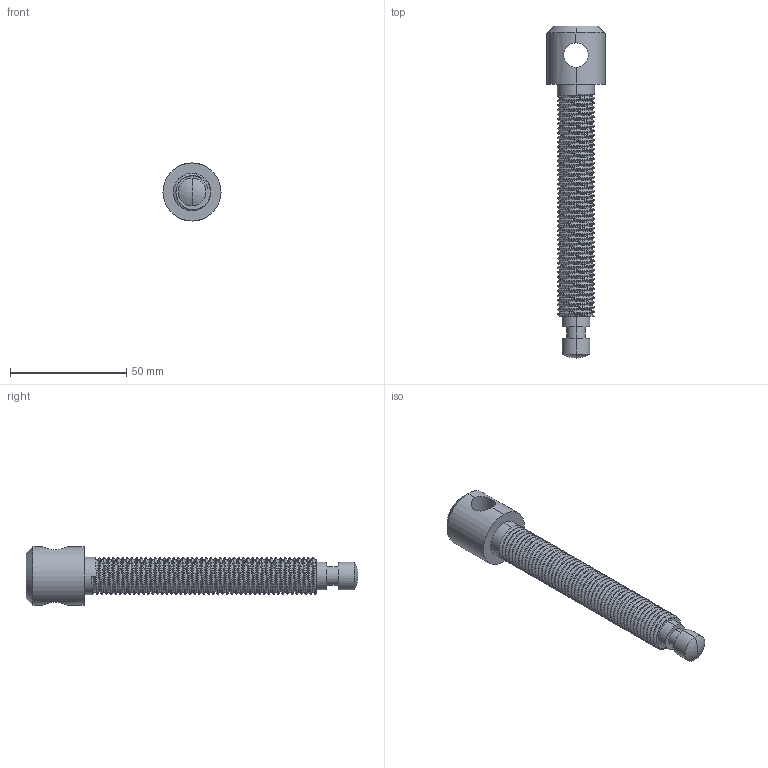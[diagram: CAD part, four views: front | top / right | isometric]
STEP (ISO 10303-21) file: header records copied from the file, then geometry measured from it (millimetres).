
FILE_DESCRIPTION (( 'STEP AP214' ), '1' );
FILE_NAME ('Screw Rod.STEP', '2025-02-11T18:57:43', ( '' ), ( '' ), 'SwSTEP 2.0', 'SolidWorks 2024', '' );
FILE_SCHEMA (( 'AUTOMOTIVE_DESIGN' ));
Length unit declared in the file: millimetre
Products named in the file (1): Screw Rod
Bounding box: 25 x 143 x 25 mm (x, y, z)
Volume: 28813.1 mm3; surface area: 11537 mm2
Topology: 1 solids, 1 shells, 120 faces, 345 edges, 229 vertices
Faces by surface type: cylinder 107, plane 6, bspline 3, cone 2, sphere 2
Entity records: 13538 total; most frequent: CARTESIAN_POINT 10969, ORIENTED_EDGE 690, DIRECTION 392, EDGE_CURVE 345, VERTEX_POINT 229, AXIS2_PLACEMENT_3D 140, EDGE_LOOP 124, ADVANCED_FACE 120
